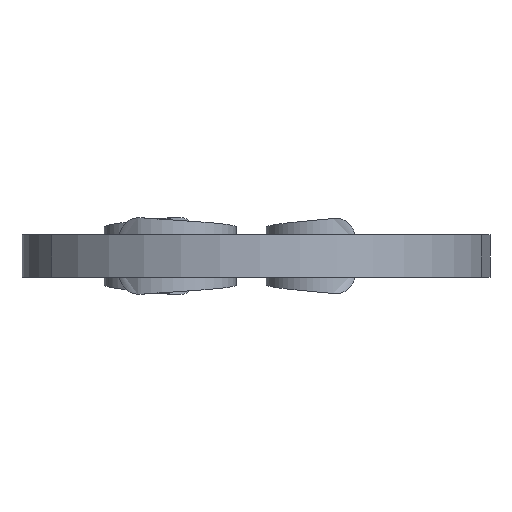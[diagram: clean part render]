
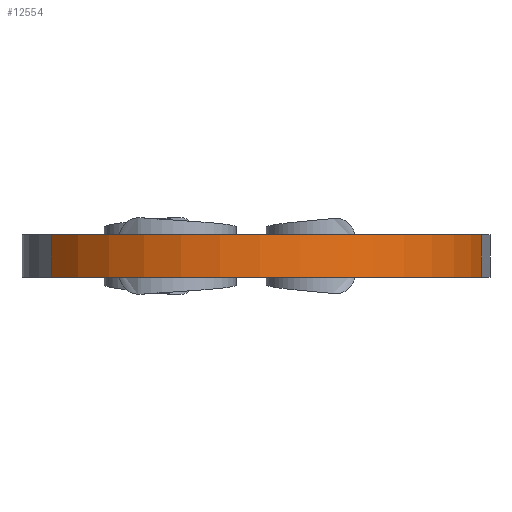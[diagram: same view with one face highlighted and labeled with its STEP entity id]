
A CAD part, front view. The second image highlights one B-rep face of the part: STEP entity #12554.
In plain terms, the highlighted cylindrical face has radius 90 mm (diameter 180 mm), a partial arc.
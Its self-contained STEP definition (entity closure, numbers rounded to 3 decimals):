
#87 = DIRECTION ( 'NONE',  ( 0.983, -0.182, 0. ) ) ;
#253 = CARTESIAN_POINT ( 'NONE',  ( 83.913, -63.871, -8. ) ) ;
#688 = CARTESIAN_POINT ( 'NONE',  ( 83.913, -63.871, -8. ) ) ;
#810 = DIRECTION ( 'NONE',  ( 0., 0., -1. ) ) ;
#833 = CIRCLE ( 'NONE', #4787, 90. ) ;
#2155 = VERTEX_POINT ( 'NONE', #688 ) ;
#2210 = CARTESIAN_POINT ( 'NONE',  ( -76.366, -101.791, -8. ) ) ;
#2943 = CYLINDRICAL_SURFACE ( 'NONE', #3435, 90. ) ;
#3435 = AXIS2_PLACEMENT_3D ( 'NONE', #11206, #11256, #6109 ) ;
#3457 = DIRECTION ( 'NONE',  ( 0., 0., 1. ) ) ;
#3572 = ORIENTED_EDGE ( 'NONE', *, *, #5182, .F. ) ;
#3927 = LINE ( 'NONE', #253, #10373 ) ;
#4172 = VERTEX_POINT ( 'NONE', #2210 ) ;
#4787 = AXIS2_PLACEMENT_3D ( 'NONE', #6058, #810, #10235 ) ;
#5182 = EDGE_CURVE ( 'NONE', #2155, #4172, #11567, .T. ) ;
#6058 = CARTESIAN_POINT ( 'NONE',  ( -4.585, -47.5, 8. ) ) ;
#6109 = DIRECTION ( 'NONE',  ( -1., 0., 0. ) ) ;
#6339 = CARTESIAN_POINT ( 'NONE',  ( -4.585, -47.5, -8. ) ) ;
#6474 = CARTESIAN_POINT ( 'NONE',  ( 83.913, -63.871, 8. ) ) ;
#6638 = EDGE_CURVE ( 'NONE', #4172, #12137, #10733, .T. ) ;
#7933 = DIRECTION ( 'NONE',  ( 0., 0., 1. ) ) ;
#8324 = EDGE_CURVE ( 'NONE', #10176, #12137, #833, .T. ) ;
#8818 = ORIENTED_EDGE ( 'NONE', *, *, #13215, .T. ) ;
#9341 = CARTESIAN_POINT ( 'NONE',  ( -76.366, -101.791, 8. ) ) ;
#9597 = EDGE_LOOP ( 'NONE', ( #9772, #3572, #8818, #9848 ) ) ;
#9728 = FACE_OUTER_BOUND ( 'NONE', #9597, .T. ) ;
#9772 = ORIENTED_EDGE ( 'NONE', *, *, #6638, .F. ) ;
#9848 = ORIENTED_EDGE ( 'NONE', *, *, #8324, .T. ) ;
#10176 = VERTEX_POINT ( 'NONE', #6474 ) ;
#10235 = DIRECTION ( 'NONE',  ( 0.983, -0.182, 0. ) ) ;
#10373 = VECTOR ( 'NONE', #3457, 1000. ) ;
#10733 = LINE ( 'NONE', #12342, #12867 ) ;
#11206 = CARTESIAN_POINT ( 'NONE',  ( -4.585, -47.5, 0. ) ) ;
#11256 = DIRECTION ( 'NONE',  ( 0., 0., -1. ) ) ;
#11567 = CIRCLE ( 'NONE', #11737, 90. ) ;
#11737 = AXIS2_PLACEMENT_3D ( 'NONE', #6339, #12726, #87 ) ;
#12137 = VERTEX_POINT ( 'NONE', #9341 ) ;
#12342 = CARTESIAN_POINT ( 'NONE',  ( -76.366, -101.791, -8. ) ) ;
#12554 = ADVANCED_FACE ( 'NONE', ( #9728 ), #2943, .T. ) ;
#12726 = DIRECTION ( 'NONE',  ( 0., 0., -1. ) ) ;
#12867 = VECTOR ( 'NONE', #7933, 1000. ) ;
#13215 = EDGE_CURVE ( 'NONE', #2155, #10176, #3927, .T. ) ;
